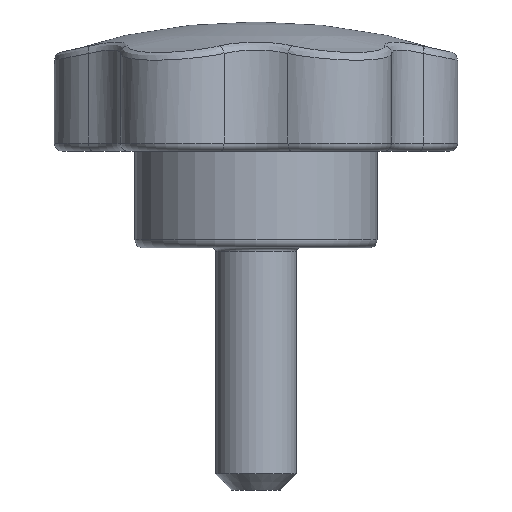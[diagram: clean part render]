
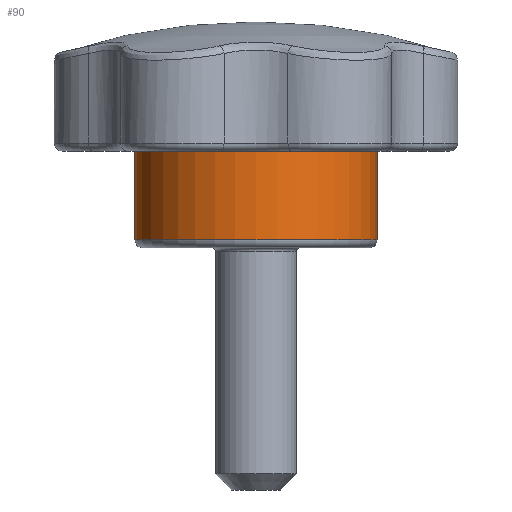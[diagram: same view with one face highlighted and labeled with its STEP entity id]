
A CAD part, front view. The second image highlights one B-rep face of the part: STEP entity #90.
In plain terms, the highlighted cylindrical face has radius 7.5 mm (diameter 15 mm), a full revolution.
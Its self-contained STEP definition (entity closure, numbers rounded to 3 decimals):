
#90 = ADVANCED_FACE( '', ( #214, #215 ), #216, .T. );
#214 = FACE_OUTER_BOUND( '', #514, .T. );
#215 = FACE_OUTER_BOUND( '', #515, .T. );
#216 = CYLINDRICAL_SURFACE( '', #516, 7.5 );
#514 = EDGE_LOOP( '', ( #2800 ) );
#515 = EDGE_LOOP( '', ( #2801 ) );
#516 = AXIS2_PLACEMENT_3D( '', #2802, #2803, #2804 );
#2800 = ORIENTED_EDGE( '', *, *, #3118, .T. );
#2801 = ORIENTED_EDGE( '', *, *, #3119, .F. );
#2802 = CARTESIAN_POINT( '', ( 0., 0., 14. ) );
#2803 = DIRECTION( '', ( 0., 0., -1. ) );
#2804 = DIRECTION( '', ( 1., 0., 0. ) );
#3118 = EDGE_CURVE( '', #3286, #3286, #3287, .T. );
#3119 = EDGE_CURVE( '', #3288, #3288, #3289, .T. );
#3286 = VERTEX_POINT( '', #3727 );
#3287 = CIRCLE( '', #3728, 7.5 );
#3288 = VERTEX_POINT( '', #3729 );
#3289 = CIRCLE( '', #3730, 7.5 );
#3727 = CARTESIAN_POINT( '', ( 7.5, 0., 0.5 ) );
#3728 = AXIS2_PLACEMENT_3D( '', #4896, #4897, #4898 );
#3729 = CARTESIAN_POINT( '', ( 7.5, 0., 6. ) );
#3730 = AXIS2_PLACEMENT_3D( '', #4899, #4900, #4901 );
#4896 = CARTESIAN_POINT( '', ( 0., 0., 0.5 ) );
#4897 = DIRECTION( '', ( 0., 0., 1. ) );
#4898 = DIRECTION( '', ( 1., 0., 0. ) );
#4899 = CARTESIAN_POINT( '', ( 0., 0., 6. ) );
#4900 = DIRECTION( '', ( 0., 0., 1. ) );
#4901 = DIRECTION( '', ( 1., 0., 0. ) );
